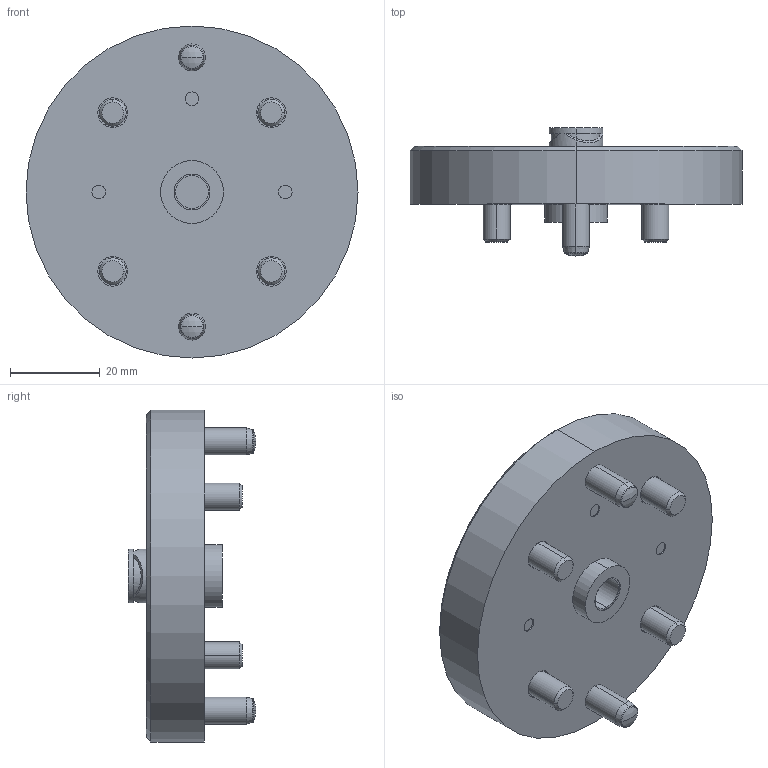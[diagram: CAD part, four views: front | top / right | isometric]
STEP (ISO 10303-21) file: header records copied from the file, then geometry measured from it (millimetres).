
FILE_DESCRIPTION (( 'STEP AP214' ), '1' );
FILE_NAME ('703 012_033-018 3-fach Kupplung m. MD u. Ausblasung speedyseitig.STEP', '2014-01-10T10:09:03', ( '' ), ( '' ), 'SwSTEP 2.0', 'SolidWorks 2013', '' );
FILE_SCHEMA (( 'AUTOMOTIVE_DESIGN' ));
Length unit declared in the file: millimetre
Products named in the file (1): 703 012_033-018 3-fach Kupplung m. MD u. Ausblasung speedyseitig
Bounding box: 74 x 28.5 x 74 mm (x, y, z)
Volume: 57166.7 mm3; surface area: 13650.4 mm2
Topology: 1 solids, 3 shells, 300 faces, 733 edges, 471 vertices
Faces by surface type: plane 130, cylinder 120, cone 24, torus 22, sphere 4
Entity records: 11860 total; most frequent: DIRECTION 1629, CARTESIAN_POINT 1522, ORIENTED_EDGE 1446, EDGE_CURVE 723, AXIS2_PLACEMENT_3D 614, VERTEX_POINT 471, VECTOR 401, LINE 401
